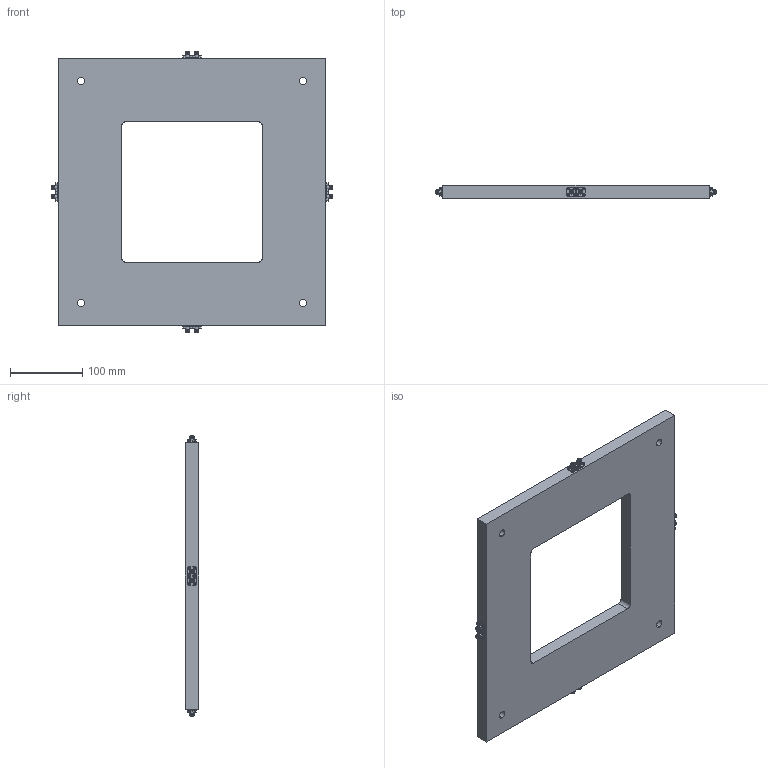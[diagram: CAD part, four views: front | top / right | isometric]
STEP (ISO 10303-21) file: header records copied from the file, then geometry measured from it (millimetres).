
FILE_DESCRIPTION (( 'STEP AP214' ), '1' );
FILE_NAME ('PMC-600M3G500M-SFF.STEP', '2025-03-31T15:59:56', ( '' ), ( '' ), 'SwSTEP 2.0', 'SolidWorks 2024', '' );
FILE_SCHEMA (( 'AUTOMOTIVE_DESIGN' ));
Length unit declared in the file: inch
Products named in the file (1): PMC-600M3G500M-SFF
Bounding box: 387.2 x 18.13 x 387.2 mm (x, y, z)
Volume: 1768012.3 mm3; surface area: 314271.5 mm2
Topology: 109 solids, 109 shells, 2748 faces, 7727 edges, 5427 vertices
Faces by surface type: plane 1176, cylinder 804, torus 368, cone 320, sphere 64, bspline 16
Entity records: 135949 total; most frequent: CARTESIAN_POINT 29624, ORIENTED_EDGE 15262, DIRECTION 14916, EDGE_CURVE 7631, AXIS2_PLACEMENT_3D 5801, VERTEX_POINT 5427, LINE 3314, VECTOR 3314
